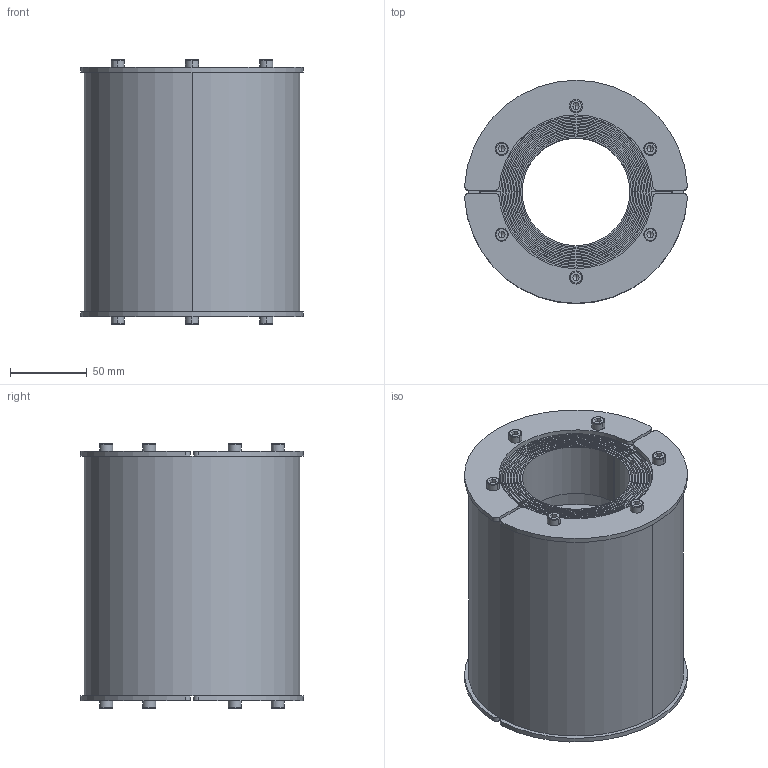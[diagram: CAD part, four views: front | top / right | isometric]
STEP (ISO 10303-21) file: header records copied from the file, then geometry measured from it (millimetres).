
FILE_DESCRIPTION((''),'2;1');
FILE_NAME('PPS CRS 125.stp','2005-03-29T09:07:37',(''),(''),'Mechanical Desktop 2005','Mechanical Desktop 2005',', , ');
FILE_SCHEMA(('CONFIG_CONTROL_DESIGN'));
Length unit declared in the file: millimetre
Products named in the file (24): DRAWING1; RS125; HALF; FRONT; RUBBER; REAR; CYLINDER HEAD CAP SCREW - DIN 912 - M5 X 45; PIPE; PART3; DRAWING2; RS100A; RS125A; DRAWING2A; PART1; RS100; CORE; HALFA; FRONTA; REAR ; RUBBERA; HEXAGON SOCKET HEAD CAP SCREW - ISO 4762 - M5X50; PART2; RS100AA; A3-LLOGO
Assembly tree (15 placements, depth 4):
  DRAWING1
    RS125  x2
      HALF
        FRONT
        RUBBER
        REAR
        CYLINDER HEAD CAP SCREW - DIN 912 - M5 X 45  x3
    PIPE
    PART3
    DRAWING2
      RS100A
    RS125A
  DRAWING2A
  PART1
  RS100
  CORE
Bounding box: 144.77 x 145 x 172 mm (x, y, z)
Volume: 1222294.9 mm3; surface area: 599434.4 mm2
Topology: 54 solids, 54 shells, 860 faces, 2148 edges, 1412 vertices
Faces by surface type: cylinder 472, plane 284, cone 72, bspline 32
Entity records: 5992 total; most frequent: CARTESIAN_POINT 1089, DIRECTION 1038, ORIENTED_EDGE 878, EDGE_CURVE 439, AXIS2_PLACEMENT_3D 423, VERTEX_POINT 292, CIRCLE 235, EDGE_LOOP 201
